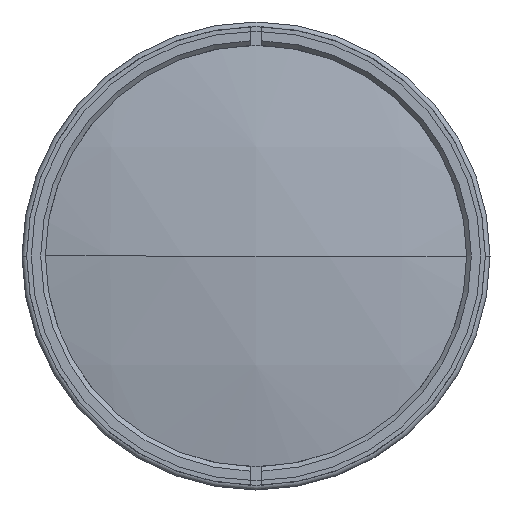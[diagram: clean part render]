
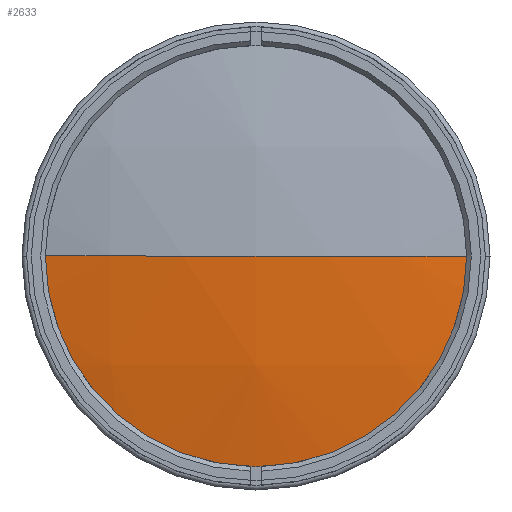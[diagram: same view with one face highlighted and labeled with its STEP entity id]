
A CAD part, left-side view. The second image highlights one B-rep face of the part: STEP entity #2633.
In plain terms, the highlighted spherical face has radius 224 mm.
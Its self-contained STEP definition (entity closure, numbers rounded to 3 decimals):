
#20 = ORIENTED_EDGE ( 'NONE', *, *, #803, .F. ) ;
#94 = EDGE_LOOP ( 'NONE', ( #427, #1616, #20 ) ) ;
#119 = CARTESIAN_POINT ( 'NONE',  ( 36.615, 0., 0. ) ) ;
#210 = CIRCLE ( 'NONE', #2251, 224. ) ;
#266 = EDGE_CURVE ( 'NONE', #1454, #1606, #618, .T. ) ;
#353 = CARTESIAN_POINT ( 'NONE',  ( -182.505, 46.5, 0. ) ) ;
#369 = DIRECTION ( 'NONE',  ( 0., 0., -1. ) ) ;
#427 = ORIENTED_EDGE ( 'NONE', *, *, #266, .T. ) ;
#432 = CARTESIAN_POINT ( 'NONE',  ( -182.505, 0., 0. ) ) ;
#465 = CARTESIAN_POINT ( 'NONE',  ( -182.505, -46.5, 0. ) ) ;
#618 = CIRCLE ( 'NONE', #1480, 46.5 ) ;
#641 = DIRECTION ( 'NONE',  ( 0., -1., 0. ) ) ;
#774 = DIRECTION ( 'NONE',  ( -1., 0., 0. ) ) ;
#803 = EDGE_CURVE ( 'NONE', #1454, #1564, #210, .T. ) ;
#1392 = DIRECTION ( 'NONE',  ( 0., 0., -1. ) ) ;
#1454 = VERTEX_POINT ( 'NONE', #353 ) ;
#1480 = AXIS2_PLACEMENT_3D ( 'NONE', #432, #774, #1849 ) ;
#1564 = VERTEX_POINT ( 'NONE', #2126 ) ;
#1606 = VERTEX_POINT ( 'NONE', #465 ) ;
#1616 = ORIENTED_EDGE ( 'NONE', *, *, #3371, .T. ) ;
#1718 = SPHERICAL_SURFACE ( 'NONE', #3496, 224. ) ;
#1849 = DIRECTION ( 'NONE',  ( 0., 0., 1. ) ) ;
#1910 = AXIS2_PLACEMENT_3D ( 'NONE', #2763, #1392, #1978 ) ;
#1967 = DIRECTION ( 'NONE',  ( 0., 0., 1. ) ) ;
#1978 = DIRECTION ( 'NONE',  ( 0., 1., 0. ) ) ;
#2126 = CARTESIAN_POINT ( 'NONE',  ( -187.385, 0., 0. ) ) ;
#2251 = AXIS2_PLACEMENT_3D ( 'NONE', #2267, #1967, #641 ) ;
#2267 = CARTESIAN_POINT ( 'NONE',  ( 36.615, 0., 0. ) ) ;
#2589 = DIRECTION ( 'NONE',  ( 0., 1., 0. ) ) ;
#2633 = ADVANCED_FACE ( 'NONE', ( #2873 ), #1718, .T. ) ;
#2763 = CARTESIAN_POINT ( 'NONE',  ( 36.615, 0., 0. ) ) ;
#2788 = CIRCLE ( 'NONE', #1910, 224. ) ;
#2873 = FACE_OUTER_BOUND ( 'NONE', #94, .T. ) ;
#3371 = EDGE_CURVE ( 'NONE', #1606, #1564, #2788, .T. ) ;
#3496 = AXIS2_PLACEMENT_3D ( 'NONE', #119, #369, #2589 ) ;
